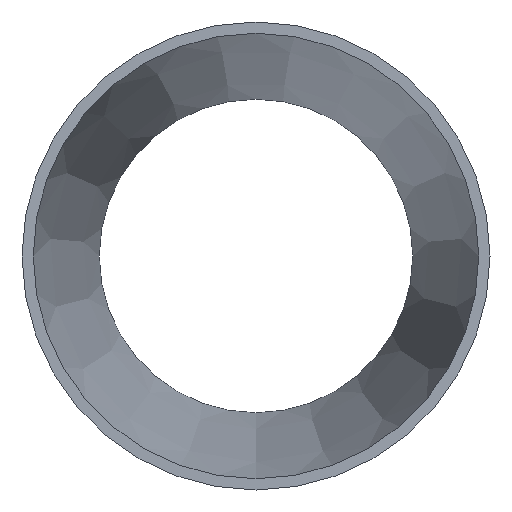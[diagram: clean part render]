
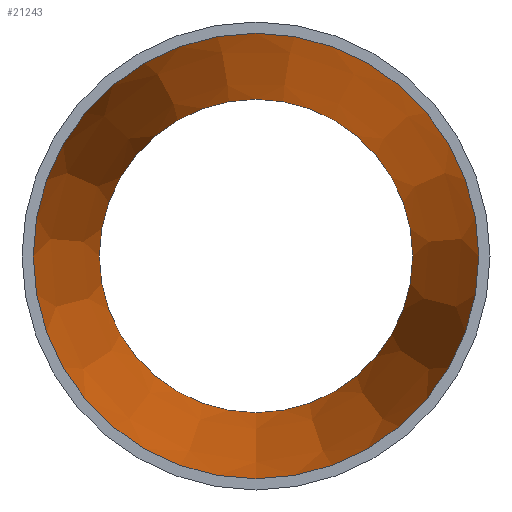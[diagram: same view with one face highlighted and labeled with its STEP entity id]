
A CAD part, front view. The second image highlights one B-rep face of the part: STEP entity #21243.
In plain terms, the highlighted conical face has half-angle 7.501 degrees and reference radius 39.983 mm.
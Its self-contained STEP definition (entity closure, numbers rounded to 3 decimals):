
#773 = DIRECTION ( 'NONE',  ( 0., 0., -1. ) ) ;
#2083 = VERTEX_POINT ( 'NONE', #27895 ) ;
#2201 = EDGE_LOOP ( 'NONE', ( #26039 ) ) ;
#3448 = ORIENTED_EDGE ( 'NONE', *, *, #12100, .T. ) ;
#4475 = DIRECTION ( 'NONE',  ( 0., 0., -1. ) ) ;
#6055 = CARTESIAN_POINT ( 'NONE',  ( 0., 0., 0. ) ) ;
#6358 = CARTESIAN_POINT ( 'NONE',  ( 0., 90., -28.133 ) ) ;
#6471 = DIRECTION ( 'NONE',  ( 0., -1., 0. ) ) ;
#6883 = AXIS2_PLACEMENT_3D ( 'NONE', #24843, #26963, #12358 ) ;
#7134 = AXIS2_PLACEMENT_3D ( 'NONE', #18539, #20255, #773 ) ;
#8468 = FACE_OUTER_BOUND ( 'NONE', #15121, .T. ) ;
#12100 = EDGE_CURVE ( 'NONE', #2083, #2083, #24982, .T. ) ;
#12358 = DIRECTION ( 'NONE',  ( 0., 0., -1. ) ) ;
#12724 = VERTEX_POINT ( 'NONE', #6358 ) ;
#12988 = CIRCLE ( 'NONE', #7134, 28.133 ) ;
#13602 = AXIS2_PLACEMENT_3D ( 'NONE', #6055, #6471, #4475 ) ;
#15121 = EDGE_LOOP ( 'NONE', ( #3448 ) ) ;
#18539 = CARTESIAN_POINT ( 'NONE',  ( 0., 90., 0. ) ) ;
#19416 = EDGE_CURVE ( 'NONE', #12724, #12724, #12988, .T. ) ;
#20255 = DIRECTION ( 'NONE',  ( 0., -1., 0. ) ) ;
#21243 = ADVANCED_FACE ( 'NONE', ( #21370, #8468 ), #25805, .F. ) ;
#21370 = FACE_BOUND ( 'NONE', #2201, .T. ) ;
#24843 = CARTESIAN_POINT ( 'NONE',  ( 0., 0., 0. ) ) ;
#24982 = CIRCLE ( 'NONE', #6883, 39.983 ) ;
#25805 = CONICAL_SURFACE ( 'NONE', #13602, 39.983, 0.131 ) ;
#26039 = ORIENTED_EDGE ( 'NONE', *, *, #19416, .F. ) ;
#26963 = DIRECTION ( 'NONE',  ( 0., -1., 0. ) ) ;
#27895 = CARTESIAN_POINT ( 'NONE',  ( 0., 0., -39.983 ) ) ;
